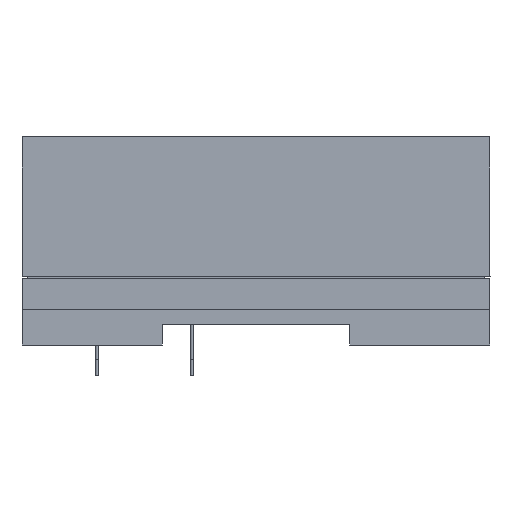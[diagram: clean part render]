
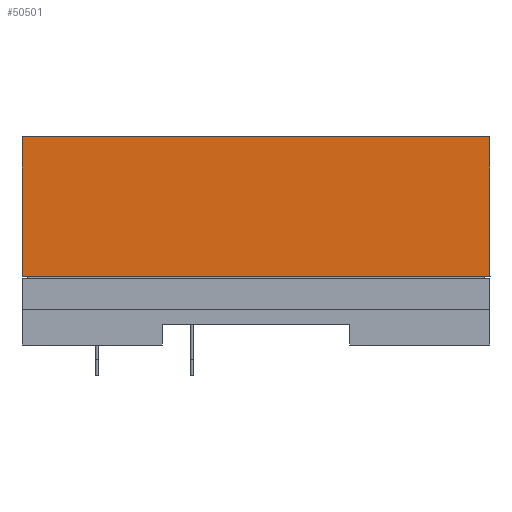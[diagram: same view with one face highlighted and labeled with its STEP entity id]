
A CAD part, left-side view. The second image highlights one B-rep face of the part: STEP entity #50501.
In plain terms, the highlighted free-form (B-spline) face has degree [1, 1] with [2, 2] control points.
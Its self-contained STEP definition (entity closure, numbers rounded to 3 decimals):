
#50038 = VERTEX_POINT('',#50039);
#50039 = CARTESIAN_POINT('',(-46.67,-49.403,
    12.655));
#50044 = EDGE_CURVE('',#50038,#50045,#50047,.T.);
#50045 = VERTEX_POINT('',#50046);
#50046 = CARTESIAN_POINT('',(-46.67,36.776,
    12.655));
#50047 = B_SPLINE_CURVE_WITH_KNOTS('',1,(#50048,#50049),.UNSPECIFIED.,
  .F.,.F.,(2,2),(0.,90.),.PIECEWISE_BEZIER_KNOTS.);
#50048 = CARTESIAN_POINT('',(-46.67,-49.403,
    12.655));
#50049 = CARTESIAN_POINT('',(-46.67,36.776,
    12.655));
#50229 = VERTEX_POINT('',#50230);
#50230 = CARTESIAN_POINT('',(-46.67,36.776,
    38.318));
#50235 = EDGE_CURVE('',#50229,#50236,#50238,.T.);
#50236 = VERTEX_POINT('',#50237);
#50237 = CARTESIAN_POINT('',(-46.67,-49.403,
    38.318));
#50238 = B_SPLINE_CURVE_WITH_KNOTS('',1,(#50239,#50240),.UNSPECIFIED.,
  .F.,.F.,(2,2),(-90.,0.),.PIECEWISE_BEZIER_KNOTS.);
#50239 = CARTESIAN_POINT('',(-46.67,36.776,
    38.318));
#50240 = CARTESIAN_POINT('',(-46.67,-49.403,
    38.318));
#50266 = EDGE_CURVE('',#50236,#50038,#50267,.T.);
#50267 = B_SPLINE_CURVE_WITH_KNOTS('',1,(#50268,#50269),.UNSPECIFIED.,
  .F.,.F.,(2,2),(-0.,26.8),.PIECEWISE_BEZIER_KNOTS.);
#50268 = CARTESIAN_POINT('',(-46.67,-49.403,
    38.318));
#50269 = CARTESIAN_POINT('',(-46.67,-49.403,
    12.655));
#50501 = ADVANCED_FACE('',(#50502),#50512,.F.);
#50502 = FACE_BOUND('',#50503,.T.);
#50503 = EDGE_LOOP('',(#50504,#50505,#50506,#50507));
#50504 = ORIENTED_EDGE('',*,*,#50044,.F.);
#50505 = ORIENTED_EDGE('',*,*,#50266,.F.);
#50506 = ORIENTED_EDGE('',*,*,#50235,.F.);
#50507 = ORIENTED_EDGE('',*,*,#50508,.T.);
#50508 = EDGE_CURVE('',#50229,#50045,#50509,.T.);
#50509 = B_SPLINE_CURVE_WITH_KNOTS('',1,(#50510,#50511),.UNSPECIFIED.,
  .F.,.F.,(2,2),(-0.,26.8),.PIECEWISE_BEZIER_KNOTS.);
#50510 = CARTESIAN_POINT('',(-46.67,36.776,
    38.318));
#50511 = CARTESIAN_POINT('',(-46.67,36.776,
    12.655));
#50512 = B_SPLINE_SURFACE_WITH_KNOTS('',1,1,(
    (#50513,#50514)
    ,(#50515,#50516
    )),.UNSPECIFIED.,.F.,.F.,.F.,(2,2),(2,2),(0.,
    90.),(-26.8,0.),
  .PIECEWISE_BEZIER_KNOTS.);
#50513 = CARTESIAN_POINT('',(-46.67,-49.403,
    12.655));
#50514 = CARTESIAN_POINT('',(-46.67,-49.403,
    38.318));
#50515 = CARTESIAN_POINT('',(-46.67,36.776,
    12.655));
#50516 = CARTESIAN_POINT('',(-46.67,36.776,
    38.318));
